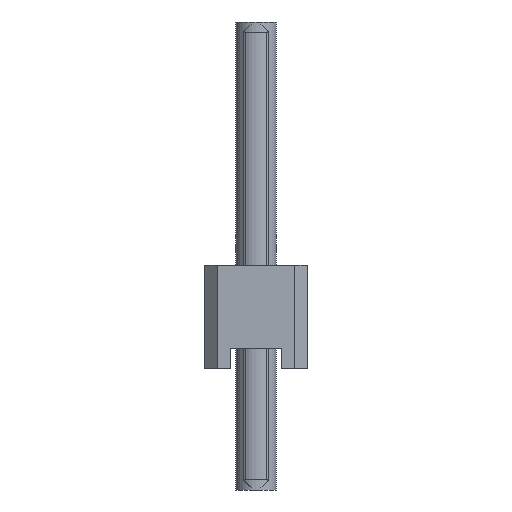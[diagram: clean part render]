
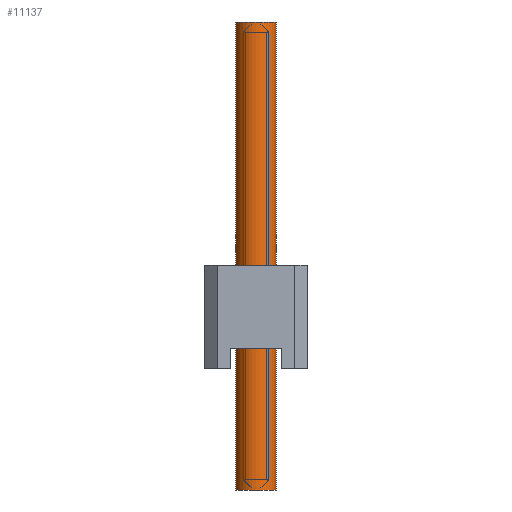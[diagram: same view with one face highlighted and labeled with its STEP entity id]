
A CAD part, left-side view. The second image highlights one B-rep face of the part: STEP entity #11137.
In plain terms, the highlighted cylindrical face has radius 0.5 mm (diameter 1 mm), a full revolution.
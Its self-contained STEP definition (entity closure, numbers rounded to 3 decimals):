
#175=CIRCLE('',#11748,0.5);
#176=CIRCLE('',#11749,0.5);
#492=CYLINDRICAL_SURFACE('',#11747,0.5);
#757=ORIENTED_EDGE('',*,*,#4035,.F.);
#758=ORIENTED_EDGE('',*,*,#4036,.T.);
#4035=EDGE_CURVE('',#5683,#5683,#175,.T.);
#4036=EDGE_CURVE('',#5684,#5684,#176,.T.);
#5683=VERTEX_POINT('',#15918);
#5684=VERTEX_POINT('',#15920);
#9463=EDGE_LOOP('',(#757));
#9464=EDGE_LOOP('',(#758));
#10099=FACE_BOUND('',#9463,.T.);
#10100=FACE_BOUND('',#9464,.T.);
#11137=ADVANCED_FACE('',(#10099,#10100),#492,.F.);
#11747=AXIS2_PLACEMENT_3D('',#15916,#12735,#12736);
#11748=AXIS2_PLACEMENT_3D('',#15917,#12737,#12738);
#11749=AXIS2_PLACEMENT_3D('',#15919,#12739,#12740);
#12735=DIRECTION('',(0.,0.,1.));
#12736=DIRECTION('',(1.,0.,0.));
#12737=DIRECTION('',(0.,0.,-1.));
#12738=DIRECTION('',(1.,0.,0.));
#12739=DIRECTION('',(0.,0.,-1.));
#12740=DIRECTION('',(1.,0.,0.));
#15916=CARTESIAN_POINT('',(0.,0.,0.));
#15917=CARTESIAN_POINT('',(0.,0.,11.54));
#15918=CARTESIAN_POINT('',(0.5,0.,11.54));
#15919=CARTESIAN_POINT('',(0.,0.,0.));
#15920=CARTESIAN_POINT('',(0.5,0.,0.));
